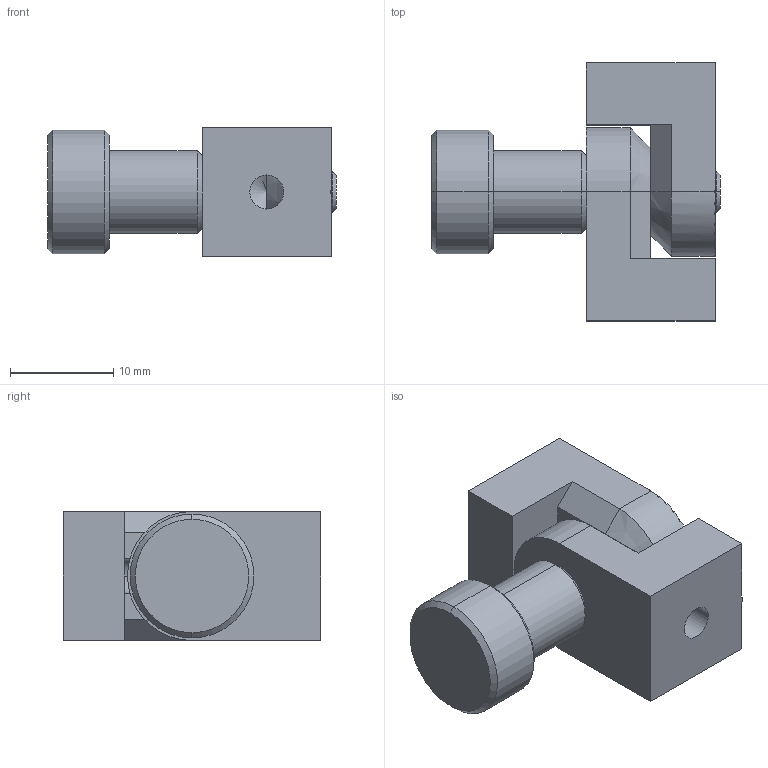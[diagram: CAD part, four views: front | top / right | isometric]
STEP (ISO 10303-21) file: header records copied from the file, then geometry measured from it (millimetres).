
FILE_DESCRIPTION (( 'STEP AP214' ), '1' );
FILE_NAME ('OM-001-060-010_01.STEP', '2024-10-06T18:32:08', ( '' ), ( '' ), 'SwSTEP 2.0', 'SolidWorks 2022', '' );
FILE_SCHEMA (( 'AUTOMOTIVE_DESIGN' ));
Length unit declared in the file: millimetre
Products named in the file (4): OM-001-060-110_01; OM-001-060-120_01; OM-001-060-010_01; OM-001-060-910_01
Assembly tree (3 placements, depth 2):
  OM-001-060-010_01
    OM-001-060-910_01
    OM-001-060-120_01
    OM-001-060-110_01
Bounding box: 28 x 25 x 12.5 mm (x, y, z)
Volume: 4558.1 mm3; surface area: 3008.2 mm2
Topology: 3 solids, 3 shells, 139 faces, 391 edges, 256 vertices
Faces by surface type: plane 83, cylinder 44, cone 12
Entity records: 5045 total; most frequent: DIRECTION 817, CARTESIAN_POINT 790, ORIENTED_EDGE 778, EDGE_CURVE 389, AXIS2_PLACEMENT_3D 283, VERTEX_POINT 256, LINE 251, VECTOR 251
